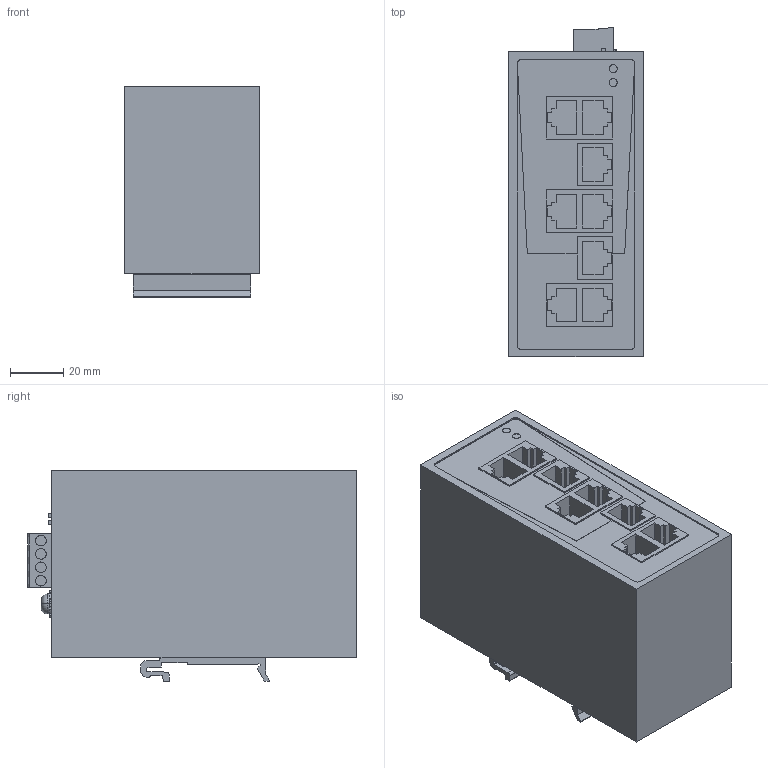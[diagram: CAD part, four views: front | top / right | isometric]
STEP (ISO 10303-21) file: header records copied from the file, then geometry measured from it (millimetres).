
FILE_DESCRIPTION(('CATIA V5 STEP Exchange','CAx-IF Rec.Pracs.--- Model Styling and Organization---1.4--- 2014-01-23'),'2;1');
FILE_NAME ('D1393480_2', '2019-10-16T12:49:53+00:00', ('none'), ('Weidmueller'), 'CATIA Version 5-6 Release 2016 SP3 HF44', 'CATIA V5 STEP AP214', 'none');
FILE_SCHEMA(('AUTOMOTIVE_DESIGN { 1 0 10303 214 1 1 1 1 }'));
Length unit declared in the file: millimetre
Products named in the file (1): 1240900000
Bounding box: 50.3 x 123.05 x 78.8 mm (x, y, z)
Volume: 399567.2 mm3; surface area: 62812.1 mm2
Topology: 19 solids, 19 shells, 490 faces, 1250 edges, 836 vertices
Faces by surface type: plane 377, cylinder 106, extrusion 5, torus 2
Entity records: 14934 total; most frequent: CARTESIAN_POINT 2863, ORIENTED_EDGE 2500, DIRECTION 2022, EDGE_CURVE 1250, VECTOR 993, LINE 988, VERTEX_POINT 836, AXIS2_PLACEMENT_3D 622
